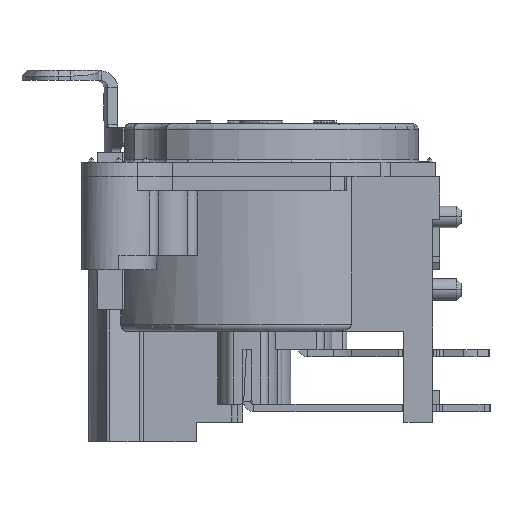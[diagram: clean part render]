
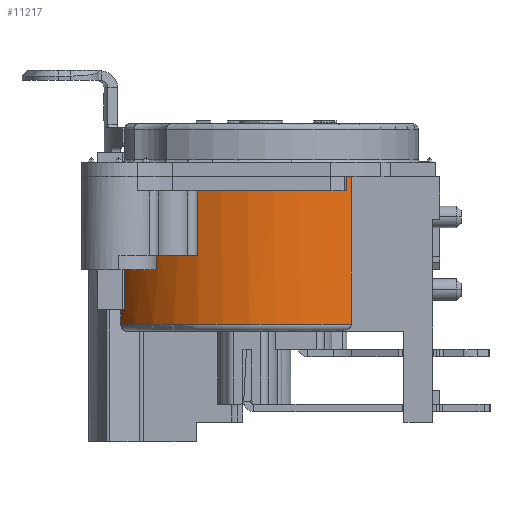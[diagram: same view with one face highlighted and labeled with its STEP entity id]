
A CAD part, left-side view. The second image highlights one B-rep face of the part: STEP entity #11217.
In plain terms, the highlighted cylindrical face has radius 11 mm (diameter 22 mm), a partial arc.
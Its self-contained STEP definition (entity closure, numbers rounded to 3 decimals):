
#80=CARTESIAN_POINT('',(0.,0.,-1.));
#81=DIRECTION('',(0.,0.,-1.));
#82=DIRECTION('',(-0.916,0.402,0.));
#83=AXIS2_PLACEMENT_3D('',#80,#81,#82);
#250=CARTESIAN_POINT('',(0.,0.,3.5));
#251=DIRECTION('',(0.,0.,-1.));
#252=DIRECTION('',(-0.838,-0.545,0.));
#253=AXIS2_PLACEMENT_3D('',#250,#251,#252);
#349=CARTESIAN_POINT('',(0.,0.,3.5));
#350=DIRECTION('',(0.,0.,-1.));
#351=DIRECTION('',(-0.551,0.835,0.));
#352=AXIS2_PLACEMENT_3D('',#349,#350,#351);
#362=CARTESIAN_POINT('',(0.,0.,-4.8));
#363=DIRECTION('',(0.,0.,1.));
#364=DIRECTION('',(-0.46,0.888,0.));
#365=AXIS2_PLACEMENT_3D('',#362,#363,#364);
#367=DIRECTION('',(0.,0.,1.));
#368=VECTOR('',#367,8.3);
#369=CARTESIAN_POINT('',(-5.586,9.476,-4.8));
#370=LINE('',#369,#368);
#371=DIRECTION('',(0.,0.,-1.));
#372=VECTOR('',#371,4.5);
#373=CARTESIAN_POINT('',(-6.06,9.18,3.5));
#374=LINE('',#373,#372);
#375=DIRECTION('',(0.,0.,1.));
#376=VECTOR('',#375,4.5);
#377=CARTESIAN_POINT('',(-10.073,4.42,-1.));
#378=LINE('',#377,#376);
#379=DIRECTION('',(0.,0.,-1.));
#380=VECTOR('',#379,10.3);
#381=CARTESIAN_POINT('',(-9.,-6.325,4.5));
#382=LINE('',#381,#380);
#428=DIRECTION('',(0.,0.,-1.));
#429=VECTOR('',#428,1.);
#430=CARTESIAN_POINT('',(-5.056,9.769,-4.8));
#431=LINE('',#430,#429);
#446=CARTESIAN_POINT('',(0.,0.,-5.8));
#447=DIRECTION('',(0.,0.,-1.));
#448=DIRECTION('',(-0.818,-0.575,0.));
#449=AXIS2_PLACEMENT_3D('',#446,#447,#448);
#3057=CARTESIAN_POINT('',(0.,0.,4.5));
#3058=DIRECTION('',(0.,0.,1.));
#3059=DIRECTION('',(-0.838,-0.545,0.));
#3060=AXIS2_PLACEMENT_3D('',#3057,#3058,#3059);
#6416=DIRECTION('',(0.,0.,-1.));
#6417=VECTOR('',#6416,1.);
#6418=CARTESIAN_POINT('',(-9.22,-6.,4.5));
#6419=LINE('',#6418,#6417);
#9549=CARTESIAN_POINT('',(-6.06,9.18,3.5));
#9551=VERTEX_POINT('',#9549);
#9552=CARTESIAN_POINT('',(-6.06,9.18,-1.));
#9553=VERTEX_POINT('',#9552);
#9739=CARTESIAN_POINT('',(-9.,-6.325,-5.8));
#9740=CARTESIAN_POINT('',(-5.056,9.769,-5.8));
#9741=VERTEX_POINT('',#9739);
#9742=VERTEX_POINT('',#9740);
#9757=CARTESIAN_POINT('',(-9.22,-6.,4.5));
#9759=VERTEX_POINT('',#9757);
#9761=CARTESIAN_POINT('',(-9.22,-6.,3.5));
#9763=VERTEX_POINT('',#9761);
#9765=CARTESIAN_POINT('',(-9.,-6.325,4.5));
#9766=VERTEX_POINT('',#9765);
#9951=CARTESIAN_POINT('',(-10.073,4.42,-1.));
#9952=CARTESIAN_POINT('',(-10.073,4.42,3.5));
#9953=VERTEX_POINT('',#9951);
#9954=VERTEX_POINT('',#9952);
#10690=CARTESIAN_POINT('',(-5.056,9.769,-4.8));
#10691=CARTESIAN_POINT('',(-5.586,9.476,-4.8));
#10692=VERTEX_POINT('',#10690);
#10693=VERTEX_POINT('',#10691);
#10700=CARTESIAN_POINT('',(-5.586,9.476,3.5));
#10701=VERTEX_POINT('',#10700);
#11190=CARTESIAN_POINT('',(0.,0.,-13.693));
#11191=DIRECTION('',(0.,0.,1.));
#11192=DIRECTION('',(0.,-1.,0.));
#11193=AXIS2_PLACEMENT_3D('',#11190,#11191,#11192);
#11194=CYLINDRICAL_SURFACE('',#11193,11.);
#11196=ORIENTED_EDGE('',*,*,#11195,.T.);
#11198=ORIENTED_EDGE('',*,*,#11197,.T.);
#11199=ORIENTED_EDGE('',*,*,#11167,.F.);
#11201=ORIENTED_EDGE('',*,*,#11200,.T.);
#11202=ORIENTED_EDGE('',*,*,#10915,.F.);
#11203=ORIENTED_EDGE('',*,*,#11181,.T.);
#11204=ORIENTED_EDGE('',*,*,#11100,.F.);
#11206=ORIENTED_EDGE('',*,*,#11205,.F.);
#11208=ORIENTED_EDGE('',*,*,#11207,.T.);
#11210=ORIENTED_EDGE('',*,*,#11209,.T.);
#11212=ORIENTED_EDGE('',*,*,#11211,.T.);
#11214=ORIENTED_EDGE('',*,*,#11213,.F.);
#11215=EDGE_LOOP('',(#11196,#11198,#11199,#11201,#11202,#11203,#11204,#11206,
#11208,#11210,#11212,#11214));
#11216=FACE_OUTER_BOUND('',#11215,.F.);
#11217=ADVANCED_FACE('',(#11216),#11194,.T.);
#84=CIRCLE('',#83,11.);
#254=CIRCLE('',#253,11.);
#353=CIRCLE('',#352,11.);
#366=CIRCLE('',#365,11.);
#450=CIRCLE('',#449,11.);
#3061=CIRCLE('',#3060,11.);
#10915=EDGE_CURVE('',#9953,#9553,#84,.T.);
#11100=EDGE_CURVE('',#9763,#9954,#254,.T.);
#11167=EDGE_CURVE('',#9551,#10701,#353,.T.);
#11181=EDGE_CURVE('',#9953,#9954,#378,.T.);
#11195=EDGE_CURVE('',#10692,#10693,#366,.T.);
#11197=EDGE_CURVE('',#10693,#10701,#370,.T.);
#11200=EDGE_CURVE('',#9551,#9553,#374,.T.);
#11205=EDGE_CURVE('',#9759,#9763,#6419,.T.);
#11207=EDGE_CURVE('',#9759,#9766,#3061,.T.);
#11209=EDGE_CURVE('',#9766,#9741,#382,.T.);
#11211=EDGE_CURVE('',#9741,#9742,#450,.T.);
#11213=EDGE_CURVE('',#10692,#9742,#431,.T.);
